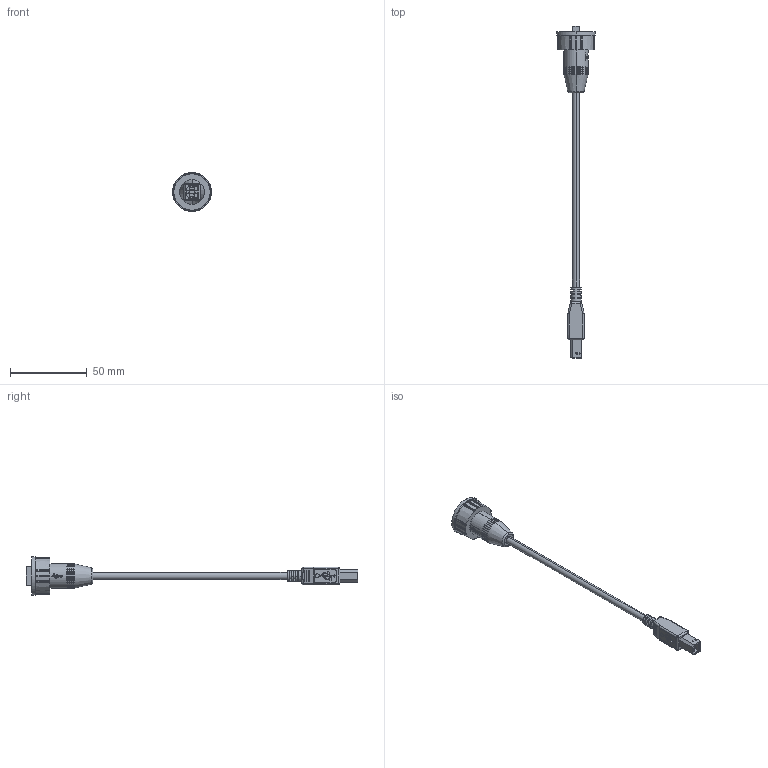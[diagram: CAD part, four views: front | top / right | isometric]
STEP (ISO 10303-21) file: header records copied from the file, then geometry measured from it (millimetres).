
FILE_DESCRIPTION (( 'STEP AP214' ), '1' );
FILE_NAME ('WPUSBAB.STEP', '2006-09-01T13:39:44', ( 'X' ), ( 'L-COM' ), 'SwSTEP 2.0', 'SolidWorks 2006052', '' );
FILE_SCHEMA (( 'AUTOMOTIVE_DESIGN' ));
Length unit declared in the file: inch
Products named in the file (6): 3AB06-003; WPUSBA-2M-MA1; WPUSBA-2M-MA2; MTN-063; 3AB06-002; WPUSBAB
Assembly tree (5 placements, depth 3):
  WPUSBAB
    WPUSBA-2M-MA2
    3AB06-003
      MTN-063
      3AB06-002
    WPUSBA-2M-MA1
Bounding box: 25.4 x 216.61 x 25.4 mm (x, y, z)
Volume: 5580.2 mm3; surface area: 10074.2 mm2
Topology: 3 solids, 6 shells, 846 faces, 2184 edges, 1388 vertices
Faces by surface type: plane 372, cylinder 187, bspline 155, torus 63, cone 59, sphere 10
Entity records: 51127 total; most frequent: CARTESIAN_POINT 28537, ORIENTED_EDGE 4336, DIRECTION 3699, EDGE_CURVE 2174, VERTEX_POINT 1388, AXIS2_PLACEMENT_3D 1294, VECTOR 1111, LINE 1111
